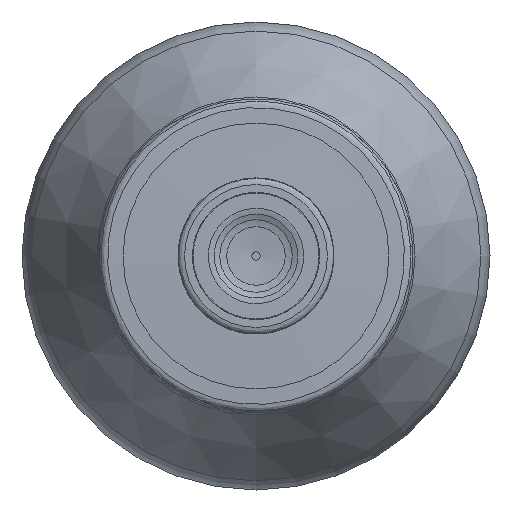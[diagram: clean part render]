
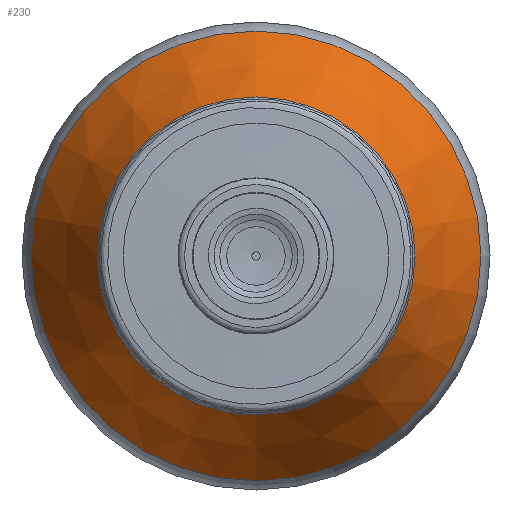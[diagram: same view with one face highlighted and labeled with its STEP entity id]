
A CAD part, left-side view. The second image highlights one B-rep face of the part: STEP entity #230.
In plain terms, the highlighted conical face has half-angle 28.879 degrees and reference radius 15.378 mm.
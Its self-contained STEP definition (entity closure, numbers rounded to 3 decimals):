
#113=CONICAL_SURFACE('',#614,15.378,28.879);
#157=FACE_BOUND('',#300,.T.);
#158=FACE_BOUND('',#301,.T.);
#230=ADVANCED_FACE('',(#157,#158),#113,.T.);
#300=EDGE_LOOP('',(#390));
#301=EDGE_LOOP('',(#391));
#390=ORIENTED_EDGE('',*,*,#511,.T.);
#391=ORIENTED_EDGE('',*,*,#510,.F.);
#465=VERTEX_POINT('',#849);
#466=VERTEX_POINT('',#852);
#510=EDGE_CURVE('',#465,#465,#555,.T.);
#511=EDGE_CURVE('',#466,#466,#556,.T.);
#555=CIRCLE('',#611,15.378);
#556=CIRCLE('',#613,10.872);
#611=AXIS2_PLACEMENT_3D('',#848,#707,#708);
#613=AXIS2_PLACEMENT_3D('',#851,#711,#712);
#614=AXIS2_PLACEMENT_3D('',#853,#713,#714);
#707=DIRECTION('',(1.,0.,0.));
#708=DIRECTION('',(0.,0.,1.));
#711=DIRECTION('',(1.,0.,0.));
#712=DIRECTION('',(0.,0.,1.));
#713=DIRECTION('',(1.,0.,0.));
#714=DIRECTION('',(0.,0.,-1.));
#848=CARTESIAN_POINT('',(78.585,0.,0.));
#849=CARTESIAN_POINT('',(78.585,0.,15.378));
#851=CARTESIAN_POINT('',(70.415,0.,0.));
#852=CARTESIAN_POINT('',(70.415,0.,10.872));
#853=CARTESIAN_POINT('',(78.585,0.,0.));
